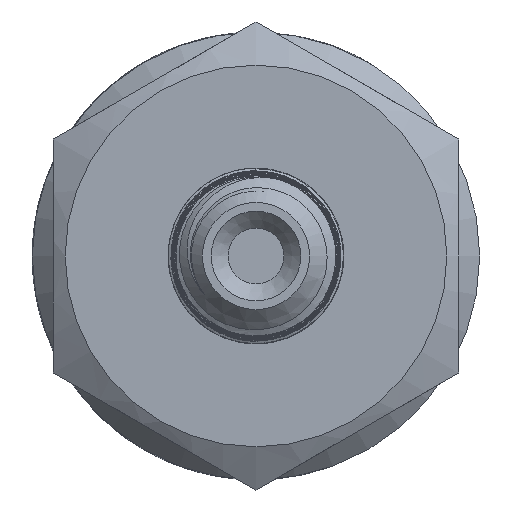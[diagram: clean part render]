
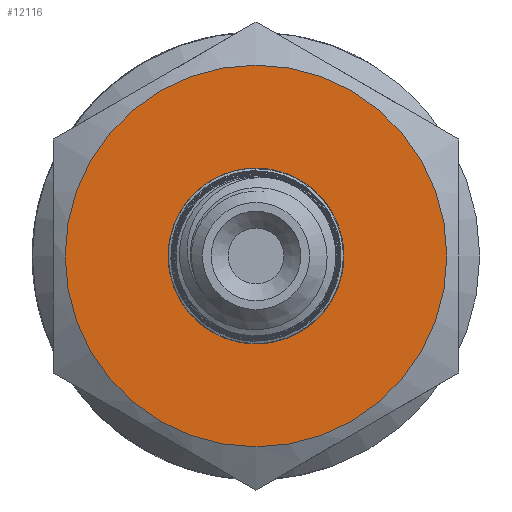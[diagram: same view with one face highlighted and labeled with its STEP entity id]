
A CAD part, left-side view. The second image highlights one B-rep face of the part: STEP entity #12116.
In plain terms, the highlighted planar face has unit normal (-1, 0, 0).
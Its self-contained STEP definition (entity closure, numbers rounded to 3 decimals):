
#1203=FACE_BOUND('',#3885,.T.);
#3175=FACE_OUTER_BOUND('',#3884,.T.);
#3884=EDGE_LOOP('',(#8119));
#3885=EDGE_LOOP('',(#8120));
#4635=CIRCLE('',#12884,11.3);
#4636=CIRCLE('',#12885,5.21);
#4895=VERTEX_POINT('',#16566);
#4896=VERTEX_POINT('',#16568);
#6180=EDGE_CURVE('',#4895,#4895,#4635,.T.);
#6181=EDGE_CURVE('',#4896,#4896,#4636,.T.);
#8119=ORIENTED_EDGE('',*,*,#6180,.T.);
#8120=ORIENTED_EDGE('',*,*,#6181,.T.);
#11864=PLANE('',#12883);
#12116=ADVANCED_FACE('',(#3175,#1203),#11864,.T.);
#12883=AXIS2_PLACEMENT_3D('',#16565,#13532,#13533);
#12884=AXIS2_PLACEMENT_3D('',#16567,#13534,#13535);
#12885=AXIS2_PLACEMENT_3D('',#16569,#13536,#13537);
#13532=DIRECTION('center_axis',(-1.,0.,0.));
#13533=DIRECTION('ref_axis',(0.,0.,1.));
#13534=DIRECTION('center_axis',(-1.,0.,0.));
#13535=DIRECTION('ref_axis',(0.,1.,0.));
#13536=DIRECTION('center_axis',(1.,0.,0.));
#13537=DIRECTION('ref_axis',(0.,0.,-1.));
#16565=CARTESIAN_POINT('Origin',(14.,12.,0.));
#16566=CARTESIAN_POINT('',(14.,-11.3,0.));
#16567=CARTESIAN_POINT('Origin',(14.,0.,0.));
#16568=CARTESIAN_POINT('',(14.,-5.21,0.));
#16569=CARTESIAN_POINT('Origin',(14.,0.,0.));
